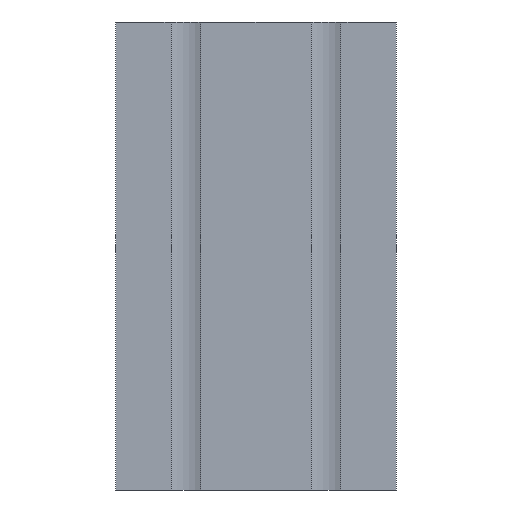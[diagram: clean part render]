
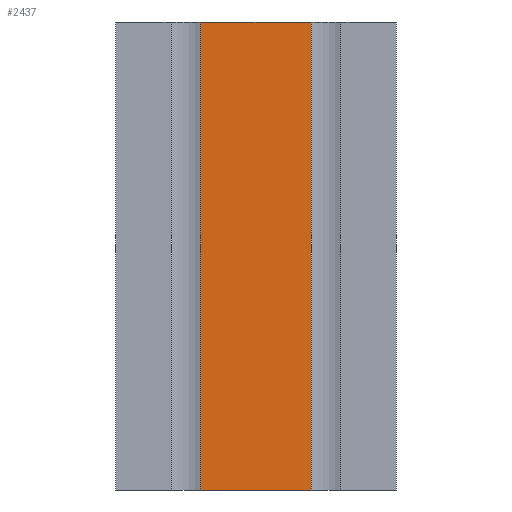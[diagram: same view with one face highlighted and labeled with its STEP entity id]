
A CAD part, front view. The second image highlights one B-rep face of the part: STEP entity #2437.
In plain terms, the highlighted planar face has unit normal (0, -1, 0).
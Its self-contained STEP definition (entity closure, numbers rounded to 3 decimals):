
#2381=CARTESIAN_POINT('',(34.418,2.87,100.0));
#2382=VERTEX_POINT('',#2381);
#2389=CARTESIAN_POINT('',(34.418,2.87,0.0));
#2390=VERTEX_POINT('',#2389);
#2391=CARTESIAN_POINT('',(34.418,2.87,0.0));
#2392=DIRECTION('',(0.0,0.0,1.0));
#2393=VECTOR('',#2392,100.0);
#2394=LINE('',#2391,#2393);
#2395=EDGE_CURVE('',#2390,#2382,#2394,.T.);
#2407=CARTESIAN_POINT('',(34.418,2.87,0.0));
#2408=DIRECTION('',(0.0,-1.0,0.0));
#2409=DIRECTION('',(0.0,0.0,-1.0));
#2410=AXIS2_PLACEMENT_3D('',#2407,#2408,#2409);
#2411=PLANE('',#2410);
#2412=CARTESIAN_POINT('',(10.718,2.87,100.0));
#2413=VERTEX_POINT('',#2412);
#2414=CARTESIAN_POINT('',(34.418,2.87,100.0));
#2415=DIRECTION('',(-1.0,0.0,0.0));
#2416=VECTOR('',#2415,23.7);
#2417=LINE('',#2414,#2416);
#2418=EDGE_CURVE('',#2382,#2413,#2417,.T.);
#2419=ORIENTED_EDGE('',*,*,#2418,.T.);
#2420=CARTESIAN_POINT('',(10.718,2.87,0.0));
#2421=VERTEX_POINT('',#2420);
#2422=CARTESIAN_POINT('',(10.718,2.87,0.0));
#2423=DIRECTION('',(0.0,0.0,1.0));
#2424=VECTOR('',#2423,100.0);
#2425=LINE('',#2422,#2424);
#2426=EDGE_CURVE('',#2421,#2413,#2425,.T.);
#2427=ORIENTED_EDGE('',*,*,#2426,.F.);
#2428=CARTESIAN_POINT('',(34.418,2.87,0.0));
#2429=DIRECTION('',(-1.0,0.0,0.0));
#2430=VECTOR('',#2429,23.7);
#2431=LINE('',#2428,#2430);
#2432=EDGE_CURVE('',#2390,#2421,#2431,.T.);
#2433=ORIENTED_EDGE('',*,*,#2432,.F.);
#2434=ORIENTED_EDGE('',*,*,#2395,.T.);
#2435=EDGE_LOOP('',(#2419,#2427,#2433,#2434));
#2436=FACE_OUTER_BOUND('',#2435,.T.);
#2437=ADVANCED_FACE('',(#2436),#2411,.T.);
